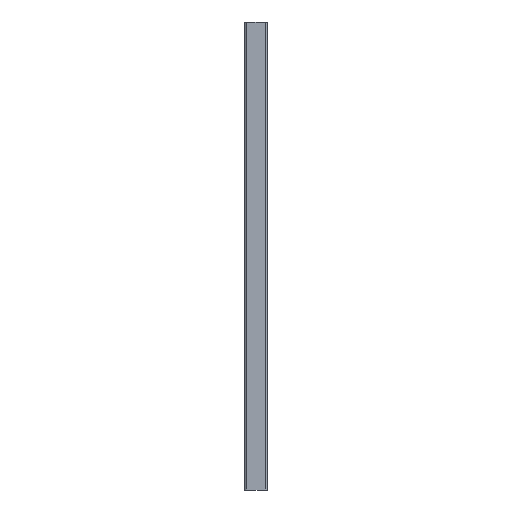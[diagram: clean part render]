
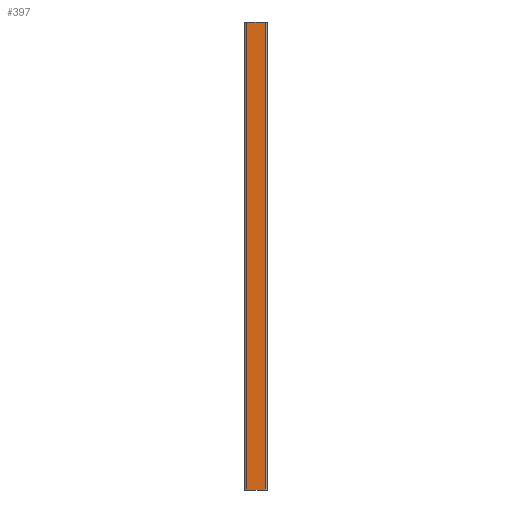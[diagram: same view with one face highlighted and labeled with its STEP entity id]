
A CAD part, left-side view. The second image highlights one B-rep face of the part: STEP entity #397.
In plain terms, the highlighted planar face has unit normal (-1, 0, 0).
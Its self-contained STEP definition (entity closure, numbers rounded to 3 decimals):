
#397=ADVANCED_FACE('',(#967),#968,.F.);
#967=FACE_OUTER_BOUND('',#1757,.T.);
#968=PLANE('',#1758);
#1757=EDGE_LOOP('',(#2905,#2906,#2907,#2908,#2909,#2910));
#1758=AXIS2_PLACEMENT_3D('',#2911,#2912,#2913);
#2905=ORIENTED_EDGE('',*,*,#4920,.F.);
#2906=ORIENTED_EDGE('',*,*,#4908,.F.);
#2907=ORIENTED_EDGE('',*,*,#4899,.F.);
#2908=ORIENTED_EDGE('',*,*,#4913,.F.);
#2909=ORIENTED_EDGE('',*,*,#4788,.F.);
#2910=ORIENTED_EDGE('',*,*,#4917,.F.);
#2911=CARTESIAN_POINT('',(9156.993,4638.48,-6244.811));
#2912=DIRECTION('',(1.0,0.,0.));
#2913=DIRECTION('',(0.,0.,1.0));
#4788=EDGE_CURVE('',#5833,#5829,#5835,.T.);
#4899=EDGE_CURVE('',#5994,#5996,#5997,.T.);
#4908=EDGE_CURVE('',#5996,#6007,#6008,.T.);
#4913=EDGE_CURVE('',#5829,#5994,#6014,.T.);
#4917=EDGE_CURVE('',#6018,#5833,#6020,.T.);
#4920=EDGE_CURVE('',#6007,#6018,#6023,.T.);
#5829=VERTEX_POINT('',#7247);
#5833=VERTEX_POINT('',#7252);
#5835=LINE('',#7254,#7255);
#5994=VERTEX_POINT('',#7465);
#5996=VERTEX_POINT('',#7467);
#5997=LINE('',#7468,#7469);
#6007=VERTEX_POINT('',#7483);
#6008=LINE('',#7484,#7485);
#6014=LINE('',#7494,#7495);
#6018=VERTEX_POINT('',#7500);
#6020=LINE('',#7503,#7504);
#6023=LINE('',#7508,#7509);
#7247=CARTESIAN_POINT('',(9156.993,4606.48,-7068.013));
#7252=CARTESIAN_POINT('',(9156.993,4606.48,-5422.209));
#7254=CARTESIAN_POINT('',(9156.993,4606.48,-5421.609));
#7255=VECTOR('',#8970,10.0);
#7465=CARTESIAN_POINT('',(9156.993,4670.48,-7068.013));
#7467=CARTESIAN_POINT('',(9156.993,4670.48,-5422.209));
#7468=CARTESIAN_POINT('',(9156.993,4670.48,-7068.013));
#7469=VECTOR('',#9112,10.0);
#7483=CARTESIAN_POINT('',(9156.993,4670.48,-5421.609));
#7484=CARTESIAN_POINT('',(9156.993,4670.48,-7068.013));
#7485=VECTOR('',#9120,10.0);
#7494=CARTESIAN_POINT('',(9156.993,4606.48,-7068.013));
#7495=VECTOR('',#9124,10.0);
#7500=CARTESIAN_POINT('',(9156.993,4606.48,-5421.609));
#7503=CARTESIAN_POINT('',(9156.993,4606.48,-5421.609));
#7504=VECTOR('',#9127,10.0);
#7508=CARTESIAN_POINT('',(9156.993,4670.48,-5421.609));
#7509=VECTOR('',#9129,10.0);
#8970=DIRECTION('',(0.,0.,-1.0));
#9112=DIRECTION('',(0.,0.,1.0));
#9120=DIRECTION('',(0.,0.,1.0));
#9124=DIRECTION('',(0.,1.0,0.));
#9127=DIRECTION('',(0.,0.,-1.0));
#9129=DIRECTION('',(0.,-1.0,0.));
